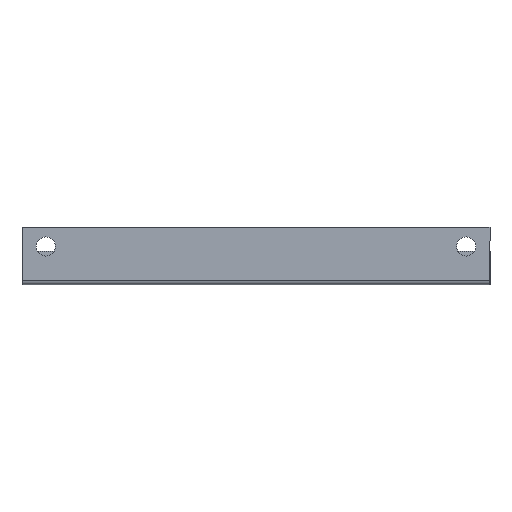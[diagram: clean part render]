
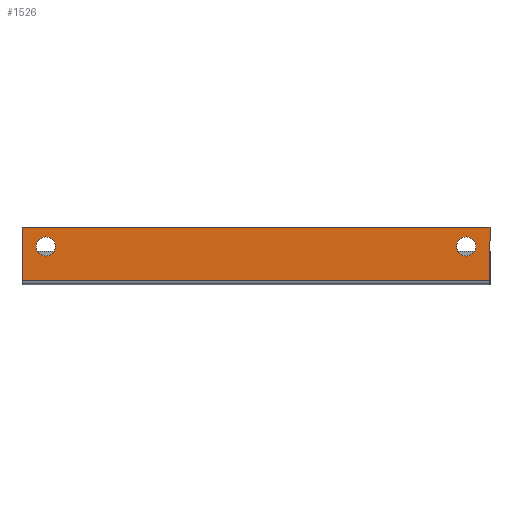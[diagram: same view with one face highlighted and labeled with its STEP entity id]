
A CAD part, front view. The second image highlights one B-rep face of the part: STEP entity #1526.
In plain terms, the highlighted planar face has unit normal (0, -1, 0).
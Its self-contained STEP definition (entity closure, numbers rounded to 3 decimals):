
#1 = ORIENTED_EDGE ( 'NONE', *, *, #1683, .F. ) ;
#2 = ORIENTED_EDGE ( 'NONE', *, *, #1831, .F. ) ;
#3 = ORIENTED_EDGE ( 'NONE', *, *, #1684, .F. ) ;
#4 = ORIENTED_EDGE ( 'NONE', *, *, #1558, .F. ) ;
#5 = ORIENTED_EDGE ( 'NONE', *, *, #1553, .T. ) ;
#137 = ORIENTED_EDGE ( 'NONE', *, *, #1830, .F. ) ;
#251 = ORIENTED_EDGE ( 'NONE', *, *, #1552, .T. ) ;
#260 = ORIENTED_EDGE ( 'NONE', *, *, #1583, .T. ) ;
#395 = EDGE_LOOP ( 'NONE', ( #4, #5, #251, #260 ) ) ;
#495 = CARTESIAN_POINT ( 'NONE',  ( -122.5, -15.25, 2.1 ) ) ;
#509 = DIRECTION ( 'NONE',  ( -1., 0., 0. ) ) ;
#515 = DIRECTION ( 'NONE',  ( -1., 0., 0. ) ) ;
#516 = DIRECTION ( 'NONE',  ( 0., 0., 1. ) ) ;
#589 = CARTESIAN_POINT ( 'NONE',  ( -122.5, -15.25, 30. ) ) ;
#651 = CARTESIAN_POINT ( 'NONE',  ( 110., -15.25, 15. ) ) ;
#652 = CARTESIAN_POINT ( 'NONE',  ( 110., -15.25, 25. ) ) ;
#659 = CARTESIAN_POINT ( 'NONE',  ( -110., -15.25, 15. ) ) ;
#661 = CARTESIAN_POINT ( 'NONE',  ( -110., -15.25, 25. ) ) ;
#687 = CARTESIAN_POINT ( 'NONE',  ( -122.5, -15.25, 2.1 ) ) ;
#689 = CARTESIAN_POINT ( 'NONE',  ( 122.5, -15.25, 30. ) ) ;
#695 = CARTESIAN_POINT ( 'NONE',  ( -122.5, -15.25, 30. ) ) ;
#701 = CARTESIAN_POINT ( 'NONE',  ( 122.5, -15.25, 2.1 ) ) ;
#728 = VERTEX_POINT ( 'NONE', #701 ) ;
#734 = VERTEX_POINT ( 'NONE', #695 ) ;
#739 = VERTEX_POINT ( 'NONE', #689 ) ;
#741 = VERTEX_POINT ( 'NONE', #687 ) ;
#770 = VERTEX_POINT ( 'NONE', #661 ) ;
#772 = VERTEX_POINT ( 'NONE', #659 ) ;
#779 = VERTEX_POINT ( 'NONE', #652 ) ;
#780 = VERTEX_POINT ( 'NONE', #651 ) ;
#838 = CARTESIAN_POINT ( 'NONE',  ( 122.5, -15.25, 30. ) ) ;
#916 = DIRECTION ( 'NONE',  ( 0., 0., 1. ) ) ;
#917 = DIRECTION ( 'NONE',  ( 0., 1., 0. ) ) ;
#918 = PLANE ( 'NONE',  #1740 ) ;
#926 = CARTESIAN_POINT ( 'NONE',  ( -122.5, -15.25, 30. ) ) ;
#1050 = FACE_BOUND ( 'NONE', #1823, .T. ) ;
#1053 = FACE_BOUND ( 'NONE', #1806, .T. ) ;
#1057 = FACE_OUTER_BOUND ( 'NONE', #395, .T. ) ;
#1080 = LINE ( 'NONE', #589, #1089 ) ;
#1082 = LINE ( 'NONE', #838, #1091 ) ;
#1089 = VECTOR ( 'NONE', #515, 1000. ) ;
#1091 = VECTOR ( 'NONE', #516, 1000. ) ;
#1092 = LINE ( 'NONE', #495, #1101 ) ;
#1101 = VECTOR ( 'NONE', #509, 1000. ) ;
#1143 = LINE ( 'NONE', #1932, #1144 ) ;
#1144 = VECTOR ( 'NONE', #1933, 1000. ) ;
#1342 = CIRCLE ( 'NONE', #1765, 5. ) ;
#1344 = CIRCLE ( 'NONE', #1768, 5. ) ;
#1350 = CIRCLE ( 'NONE', #1769, 5. ) ;
#1352 = CIRCLE ( 'NONE', #1773, 5. ) ;
#1526 = ADVANCED_FACE ( 'NONE', ( #1053, #1050, #1057 ), #918, .F. ) ;
#1552 = EDGE_CURVE ( 'NONE', #739, #734, #1080, .T. ) ;
#1553 = EDGE_CURVE ( 'NONE', #728, #739, #1082, .T. ) ;
#1558 = EDGE_CURVE ( 'NONE', #728, #741, #1092, .T. ) ;
#1583 = EDGE_CURVE ( 'NONE', #734, #741, #1143, .T. ) ;
#1683 = EDGE_CURVE ( 'NONE', #770, #772, #1342, .T. ) ;
#1684 = EDGE_CURVE ( 'NONE', #779, #780, #1344, .T. ) ;
#1740 = AXIS2_PLACEMENT_3D ( 'NONE', #926, #917, #916 ) ;
#1765 = AXIS2_PLACEMENT_3D ( 'NONE', #2127, #2134, #2135 ) ;
#1768 = AXIS2_PLACEMENT_3D ( 'NONE', #2125, #2136, #2137 ) ;
#1769 = AXIS2_PLACEMENT_3D ( 'NONE', #2148, #2150, #2151 ) ;
#1773 = AXIS2_PLACEMENT_3D ( 'NONE', #2145, #2153, #2154 ) ;
#1806 = EDGE_LOOP ( 'NONE', ( #137, #1 ) ) ;
#1823 = EDGE_LOOP ( 'NONE', ( #2, #3 ) ) ;
#1830 = EDGE_CURVE ( 'NONE', #772, #770, #1350, .T. ) ;
#1831 = EDGE_CURVE ( 'NONE', #780, #779, #1352, .T. ) ;
#1932 = CARTESIAN_POINT ( 'NONE',  ( -122.5, -15.25, 2. ) ) ;
#1933 = DIRECTION ( 'NONE',  ( 0., 0., -1. ) ) ;
#2125 = CARTESIAN_POINT ( 'NONE',  ( 110., -15.25, 20. ) ) ;
#2127 = CARTESIAN_POINT ( 'NONE',  ( -110., -15.25, 20. ) ) ;
#2134 = DIRECTION ( 'NONE',  ( 0., -1., 0. ) ) ;
#2135 = DIRECTION ( 'NONE',  ( 0., 0., 1. ) ) ;
#2136 = DIRECTION ( 'NONE',  ( 0., -1., 0. ) ) ;
#2137 = DIRECTION ( 'NONE',  ( 0., 0., -1. ) ) ;
#2145 = CARTESIAN_POINT ( 'NONE',  ( 110., -15.25, 20. ) ) ;
#2148 = CARTESIAN_POINT ( 'NONE',  ( -110., -15.25, 20. ) ) ;
#2150 = DIRECTION ( 'NONE',  ( 0., -1., 0. ) ) ;
#2151 = DIRECTION ( 'NONE',  ( 0., 0., 1. ) ) ;
#2153 = DIRECTION ( 'NONE',  ( 0., -1., 0. ) ) ;
#2154 = DIRECTION ( 'NONE',  ( 0., 0., -1. ) ) ;
